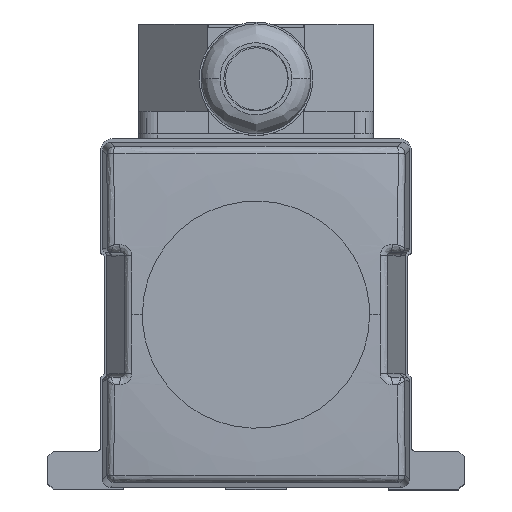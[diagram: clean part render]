
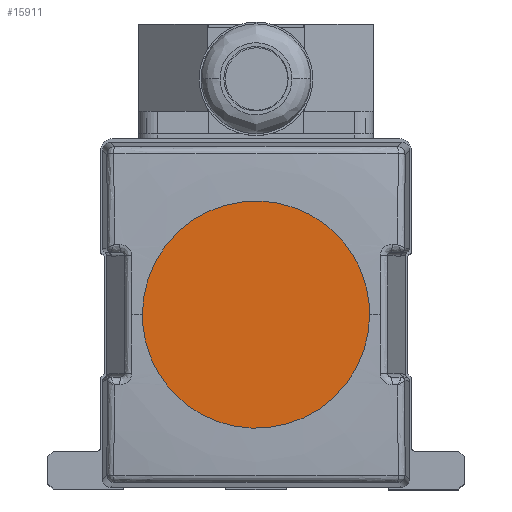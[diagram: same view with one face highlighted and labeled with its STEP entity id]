
A CAD part, top view. The second image highlights one B-rep face of the part: STEP entity #15911.
In plain terms, the highlighted planar face has unit normal (0, 0, 1).
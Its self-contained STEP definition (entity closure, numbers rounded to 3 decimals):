
#180 = DIRECTION ( 'NONE',  ( 0., 0., -1. ) ) ;
#200 = VERTEX_POINT ( 'NONE', #5904 ) ;
#355 = PLANE ( 'NONE',  #19258 ) ;
#638 = CARTESIAN_POINT ( 'NONE',  ( 30., 0., 36.5 ) ) ;
#2440 = DIRECTION ( 'NONE',  ( -1., 0., 0. ) ) ;
#4615 = CARTESIAN_POINT ( 'NONE',  ( -30., 60., 36.5 ) ) ;
#5904 = CARTESIAN_POINT ( 'NONE',  ( -30., 0., 36.5 ) ) ;
#7478 = FACE_OUTER_BOUND ( 'NONE', #7772, .T. ) ;
#7772 = EDGE_LOOP ( 'NONE', ( #20449, #12986 ) ) ;
#8810 = CARTESIAN_POINT ( 'NONE',  ( -30., -60., 36.5 ) ) ;
#10429 = CARTESIAN_POINT ( 'NONE',  ( 0., 0., 36.5 ) ) ;
#10733 = CARTESIAN_POINT ( 'NONE',  ( 30., 60., 36.5 ) ) ;
#12875 = CARTESIAN_POINT ( 'NONE',  ( 30., 0., 36.5 ) ) ;
#12902 = CARTESIAN_POINT ( 'NONE',  ( -30., 0., 36.5 ) ) ;
#12986 = ORIENTED_EDGE ( 'NONE', *, *, #25539, .F. ) ;
#15911 = ADVANCED_FACE ( 'NONE', ( #7478 ), #355, .F. ) ;
#19051 = CARTESIAN_POINT ( 'NONE',  ( 30., -60., 36.5 ) ) ;
#19066 =( BOUNDED_CURVE ( )  B_SPLINE_CURVE ( 3, ( #12902, #4615, #10733, #638 ),
 .UNSPECIFIED., .F., .F. ) 
 B_SPLINE_CURVE_WITH_KNOTS ( ( 4, 4 ),
 ( 0., 1. ),
 .UNSPECIFIED. ) 
 CURVE ( )  GEOMETRIC_REPRESENTATION_ITEM ( )  RATIONAL_B_SPLINE_CURVE ( ( 1., 0.333, 0.333, 1. ) ) 
 REPRESENTATION_ITEM ( '' )  );
#19084 = EDGE_CURVE ( 'NONE', #20713, #200, #19431, .T. ) ;
#19258 = AXIS2_PLACEMENT_3D ( 'NONE', #10429, #180, #2440 ) ;
#19317 = CARTESIAN_POINT ( 'NONE',  ( 30., 0., 36.5 ) ) ;
#19431 =( BOUNDED_CURVE ( )  B_SPLINE_CURVE ( 3, ( #19317, #19051, #8810, #21241 ),
 .UNSPECIFIED., .F., .F. ) 
 B_SPLINE_CURVE_WITH_KNOTS ( ( 4, 4 ),
 ( 0., 1. ),
 .UNSPECIFIED. ) 
 CURVE ( )  GEOMETRIC_REPRESENTATION_ITEM ( )  RATIONAL_B_SPLINE_CURVE ( ( 1., 0.333, 0.333, 1. ) ) 
 REPRESENTATION_ITEM ( '' )  );
#20449 = ORIENTED_EDGE ( 'NONE', *, *, #19084, .F. ) ;
#20713 = VERTEX_POINT ( 'NONE', #12875 ) ;
#21241 = CARTESIAN_POINT ( 'NONE',  ( -30., 0., 36.5 ) ) ;
#25539 = EDGE_CURVE ( 'NONE', #200, #20713, #19066, .T. ) ;
